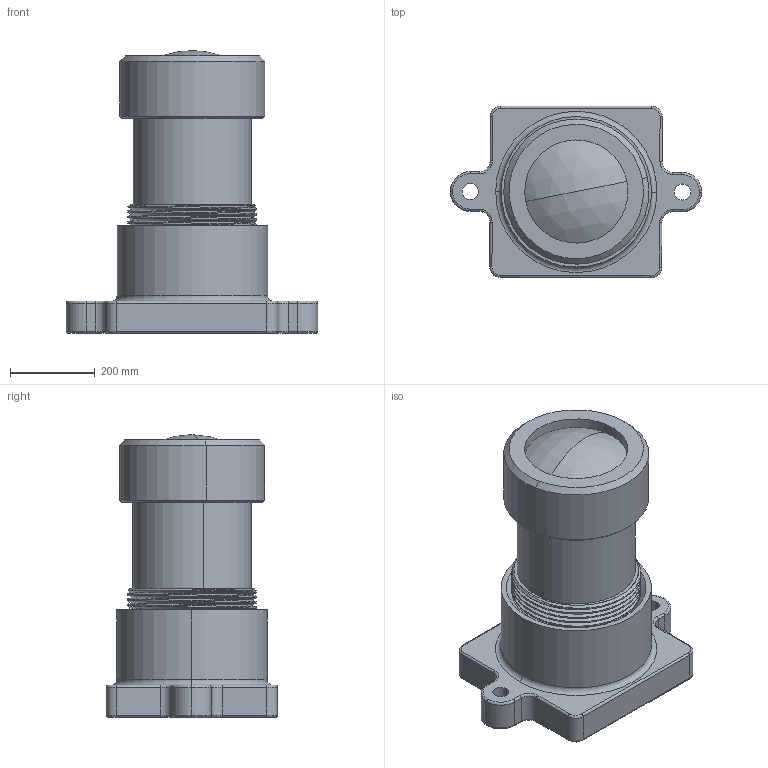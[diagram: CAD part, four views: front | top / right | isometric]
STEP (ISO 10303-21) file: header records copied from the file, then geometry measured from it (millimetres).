
FILE_DESCRIPTION(('FreeCAD Model'),'2;1');
FILE_NAME('M12_Lens_Assy_2.step', '2018-07-04T20:58:20',('Author'),(''), 'Open CASCADE STEP processor 6.8','FreeCAD','Unknown');
FILE_SCHEMA(('AUTOMOTIVE_DESIGN_CC2 { 1 2 10303 214 -1 1 5 4 }'));
Length unit declared in the file: millimetre
Products named in the file (2): ASSEMBLY; Fusion
Assembly tree (1 placements, depth 2):
  ASSEMBLY
    Fusion
Bounding box: 593.75 x 406.18 x 668.02 mm (x, y, z)
Volume: 59636222.1 mm3; surface area: 1600289.7 mm2
Topology: 1 solids, 1 shells, 147 faces, 405 edges, 265 vertices
Faces by surface type: cylinder 81, torus 30, plane 19, cone 13, bspline 2, sphere 2
Entity records: 47422 total; most frequent: CARTESIAN_POINT 39783, DIRECTION 847, ORIENTED_EDGE 810, PCURVE 810, DEFINITIONAL_REPRESENTATION 810, B_SPLINE_CURVE_WITH_KNOTS 690, EDGE_CURVE 405, SURFACE_CURVE 405
